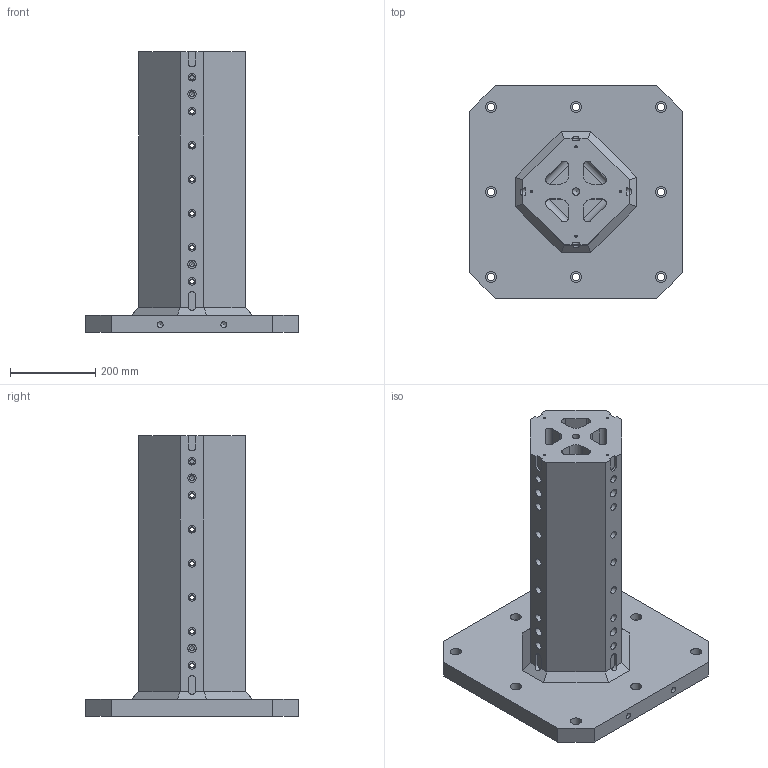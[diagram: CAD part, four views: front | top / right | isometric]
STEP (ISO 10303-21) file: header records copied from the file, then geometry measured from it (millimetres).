
FILE_DESCRIPTION( ( 'Unknown' ), '1' );
FILE_NAME( 'SVF-5060-500CB8-80.stp', 'Unknown', ( 'S.C.H' ), ( 'Unknown' ), 'XStep 1.0', 'Unknown', ' ' );
FILE_SCHEMA( ( 'CONFIG_CONTROL_DESIGN' ) );
Length unit declared in the file: millimetre
Products named in the file (1): 1
Bounding box: 500 x 500 x 660 mm (x, y, z)
Volume: 24403890.1 mm3; surface area: 1473275.1 mm2
Topology: 1 solids, 1 shells, 274 faces, 680 edges, 455 vertices
Faces by surface type: cylinder 141, plane 117, cone 16
Full cylindrical faces by diameter (mm): 5 x4, 10.8 x28, 12 x8, 14 x3, 17.5 x1, 18 x36, 20 x8, 26 x8, 50 x1
Entity records: 7632 total; most frequent: CARTESIAN_POINT 1471, DIRECTION 1314, ORIENTED_EDGE 1012, AXIS2_PLACEMENT_3D 541, EDGE_LOOP 506, EDGE_CURVE 506, VERTEX_POINT 410, FACE_OUTER_BOUND 371
